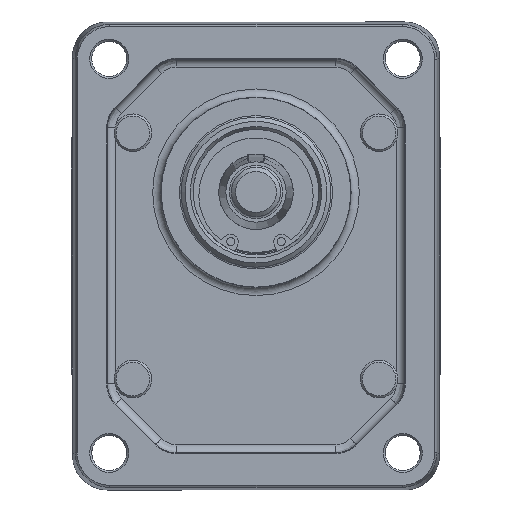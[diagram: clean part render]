
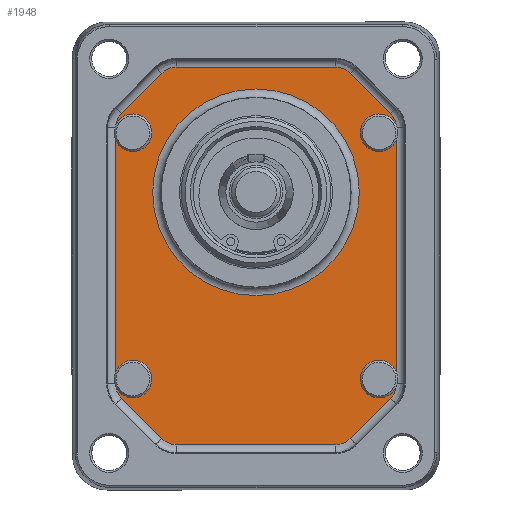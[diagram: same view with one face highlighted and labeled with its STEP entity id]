
A CAD part, top view. The second image highlights one B-rep face of the part: STEP entity #1948.
In plain terms, the highlighted planar face has unit normal (0, 0, 1).
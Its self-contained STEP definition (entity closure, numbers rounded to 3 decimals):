
#84=CARTESIAN_POINT('',(34.157,-47.437,-3.));
#85=VERTEX_POINT('',#84);
#86=CARTESIAN_POINT('',(34.215,-43.724,-3.));
#87=VERTEX_POINT('',#86);
#88=CARTESIAN_POINT('',(30.,-45.515,-3.));
#89=DIRECTION('',(0.0,0.0,-1.0));
#90=DIRECTION('',(0.0,-1.0,0.0));
#91=AXIS2_PLACEMENT_3D('',#88,#89,#90);
#92=CIRCLE('',#91,4.58);
#93=EDGE_CURVE('',#85,#87,#92,.T.);
#630=CARTESIAN_POINT('',(32.753,-50.208,-3.));
#631=VERTEX_POINT('',#630);
#632=CARTESIAN_POINT('',(29.208,-46.671,-3.));
#633=DIRECTION('',(0.,0.,-1.0));
#634=DIRECTION('',(0.924,-0.383,0.));
#635=AXIS2_PLACEMENT_3D('',#632,#633,#634);
#636=ELLIPSE('',#635,5.008,5.);
#637=EDGE_CURVE('',#85,#631,#636,.T.);
#683=CARTESIAN_POINT('',(-34.215,-43.724,-3.));
#684=VERTEX_POINT('',#683);
#685=CARTESIAN_POINT('',(-34.157,-47.437,-3.));
#686=VERTEX_POINT('',#685);
#687=CARTESIAN_POINT('',(-30.,-45.515,-3.));
#688=DIRECTION('',(0.0,0.0,-1.0));
#689=DIRECTION('',(0.0,-1.0,0.0));
#690=AXIS2_PLACEMENT_3D('',#687,#688,#689);
#691=CIRCLE('',#690,4.58);
#692=EDGE_CURVE('',#684,#686,#691,.T.);
#1213=CARTESIAN_POINT('',(-34.215,12.694,-3.));
#1214=VERTEX_POINT('',#1213);
#1215=CARTESIAN_POINT('',(-34.215,-43.724,-3.));
#1216=DIRECTION('',(0.0,1.0,0.0));
#1217=VECTOR('',#1216,56.418);
#1218=LINE('',#1215,#1217);
#1219=EDGE_CURVE('',#684,#1214,#1218,.T.);
#1279=CARTESIAN_POINT('',(34.157,16.407,-3.));
#1280=VERTEX_POINT('',#1279);
#1290=CARTESIAN_POINT('',(34.215,12.694,-3.));
#1291=VERTEX_POINT('',#1290);
#1292=CARTESIAN_POINT('',(30.,14.485,-3.));
#1293=DIRECTION('',(0.0,0.0,-1.0));
#1294=DIRECTION('',(0.0,-1.0,0.0));
#1295=AXIS2_PLACEMENT_3D('',#1292,#1293,#1294);
#1296=CIRCLE('',#1295,4.58);
#1297=EDGE_CURVE('',#1291,#1280,#1296,.T.);
#1803=CARTESIAN_POINT('',(-21.441,-64.015,-3.));
#1804=DIRECTION('',(0.0,0.0,1.0));
#1805=DIRECTION('',(1.0,0.0,0.0));
#1806=AXIS2_PLACEMENT_3D('',#1803,#1804,#1805);
#1807=PLANE('',#1806);
#1808=ORIENTED_EDGE('',*,*,#93,.T.);
#1809=CARTESIAN_POINT('',(34.215,12.694,-3.));
#1810=DIRECTION('',(0.0,-1.0,0.0));
#1811=VECTOR('',#1810,56.418);
#1812=LINE('',#1809,#1811);
#1813=EDGE_CURVE('',#1291,#87,#1812,.T.);
#1814=ORIENTED_EDGE('',*,*,#1813,.F.);
#1815=ORIENTED_EDGE('',*,*,#1297,.T.);
#1816=CARTESIAN_POINT('',(32.753,19.178,-3.));
#1817=VERTEX_POINT('',#1816);
#1818=CARTESIAN_POINT('',(29.208,15.641,-3.));
#1819=DIRECTION('',(0.,0.,-1.0));
#1820=DIRECTION('',(0.924,0.383,0.));
#1821=AXIS2_PLACEMENT_3D('',#1818,#1819,#1820);
#1822=ELLIPSE('',#1821,5.008,5.);
#1823=EDGE_CURVE('',#1817,#1280,#1822,.T.);
#1824=ORIENTED_EDGE('',*,*,#1823,.F.);
#1825=CARTESIAN_POINT('',(22.943,28.988,-3.));
#1826=VERTEX_POINT('',#1825);
#1827=CARTESIAN_POINT('',(22.943,28.988,-3.));
#1828=DIRECTION('',(0.707,-0.707,0.));
#1829=VECTOR('',#1828,13.873);
#1830=LINE('',#1827,#1829);
#1831=EDGE_CURVE('',#1826,#1817,#1830,.T.);
#1832=ORIENTED_EDGE('',*,*,#1831,.F.);
#1833=CARTESIAN_POINT('',(19.412,30.45,-3.));
#1834=VERTEX_POINT('',#1833);
#1835=CARTESIAN_POINT('',(19.406,25.443,-3.));
#1836=DIRECTION('',(0.,0.,-1.0));
#1837=DIRECTION('',(0.383,0.924,0.));
#1838=AXIS2_PLACEMENT_3D('',#1835,#1836,#1837);
#1839=ELLIPSE('',#1838,5.008,5.);
#1840=EDGE_CURVE('',#1834,#1826,#1839,.T.);
#1841=ORIENTED_EDGE('',*,*,#1840,.F.);
#1842=CARTESIAN_POINT('',(-19.412,30.45,-3.));
#1843=VERTEX_POINT('',#1842);
#1844=CARTESIAN_POINT('',(-19.412,30.45,-3.));
#1845=DIRECTION('',(1.0,0.0,0.0));
#1846=VECTOR('',#1845,38.824);
#1847=LINE('',#1844,#1846);
#1848=EDGE_CURVE('',#1843,#1834,#1847,.T.);
#1849=ORIENTED_EDGE('',*,*,#1848,.F.);
#1850=CARTESIAN_POINT('',(-22.943,28.988,-3.));
#1851=VERTEX_POINT('',#1850);
#1852=CARTESIAN_POINT('',(-19.406,25.443,-3.));
#1853=DIRECTION('',(0.,0.,-1.0));
#1854=DIRECTION('',(-0.383,0.924,0.));
#1855=AXIS2_PLACEMENT_3D('',#1852,#1853,#1854);
#1856=ELLIPSE('',#1855,5.008,5.);
#1857=EDGE_CURVE('',#1851,#1843,#1856,.T.);
#1858=ORIENTED_EDGE('',*,*,#1857,.F.);
#1859=CARTESIAN_POINT('',(-32.753,19.178,-3.));
#1860=VERTEX_POINT('',#1859);
#1861=CARTESIAN_POINT('',(-32.753,19.178,-3.));
#1862=DIRECTION('',(0.707,0.707,0.));
#1863=VECTOR('',#1862,13.873);
#1864=LINE('',#1861,#1863);
#1865=EDGE_CURVE('',#1860,#1851,#1864,.T.);
#1866=ORIENTED_EDGE('',*,*,#1865,.F.);
#1867=CARTESIAN_POINT('',(-34.157,16.407,-3.));
#1868=VERTEX_POINT('',#1867);
#1869=CARTESIAN_POINT('',(-29.208,15.641,-3.));
#1870=DIRECTION('',(0.,0.,-1.0));
#1871=DIRECTION('',(-0.924,0.383,0.));
#1872=AXIS2_PLACEMENT_3D('',#1869,#1870,#1871);
#1873=ELLIPSE('',#1872,5.008,5.);
#1874=EDGE_CURVE('',#1868,#1860,#1873,.T.);
#1875=ORIENTED_EDGE('',*,*,#1874,.F.);
#1876=CARTESIAN_POINT('',(-30.,14.485,-3.));
#1877=DIRECTION('',(0.0,0.0,-1.0));
#1878=DIRECTION('',(0.0,-1.0,0.0));
#1879=AXIS2_PLACEMENT_3D('',#1876,#1877,#1878);
#1880=CIRCLE('',#1879,4.58);
#1881=EDGE_CURVE('',#1868,#1214,#1880,.T.);
#1882=ORIENTED_EDGE('',*,*,#1881,.T.);
#1883=ORIENTED_EDGE('',*,*,#1219,.F.);
#1884=ORIENTED_EDGE('',*,*,#692,.T.);
#1885=CARTESIAN_POINT('',(-32.753,-50.208,-3.));
#1886=VERTEX_POINT('',#1885);
#1887=CARTESIAN_POINT('',(-29.208,-46.671,-3.));
#1888=DIRECTION('',(0.,0.,-1.0));
#1889=DIRECTION('',(-0.924,-0.383,0.));
#1890=AXIS2_PLACEMENT_3D('',#1887,#1888,#1889);
#1891=ELLIPSE('',#1890,5.008,5.);
#1892=EDGE_CURVE('',#1886,#686,#1891,.T.);
#1893=ORIENTED_EDGE('',*,*,#1892,.F.);
#1894=CARTESIAN_POINT('',(-22.943,-60.018,-3.));
#1895=VERTEX_POINT('',#1894);
#1896=CARTESIAN_POINT('',(-22.943,-60.018,-3.));
#1897=DIRECTION('',(-0.707,0.707,0.));
#1898=VECTOR('',#1897,13.873);
#1899=LINE('',#1896,#1898);
#1900=EDGE_CURVE('',#1895,#1886,#1899,.T.);
#1901=ORIENTED_EDGE('',*,*,#1900,.F.);
#1902=CARTESIAN_POINT('',(-19.412,-61.48,-3.));
#1903=VERTEX_POINT('',#1902);
#1904=CARTESIAN_POINT('',(-19.406,-56.473,-3.));
#1905=DIRECTION('',(0.,0.,-1.0));
#1906=DIRECTION('',(-0.383,-0.924,0.));
#1907=AXIS2_PLACEMENT_3D('',#1904,#1905,#1906);
#1908=ELLIPSE('',#1907,5.008,5.0);
#1909=EDGE_CURVE('',#1903,#1895,#1908,.T.);
#1910=ORIENTED_EDGE('',*,*,#1909,.F.);
#1911=CARTESIAN_POINT('',(19.412,-61.48,-3.));
#1912=VERTEX_POINT('',#1911);
#1913=CARTESIAN_POINT('',(19.412,-61.48,-3.));
#1914=DIRECTION('',(-1.0,0.0,0.0));
#1915=VECTOR('',#1914,38.824);
#1916=LINE('',#1913,#1915);
#1917=EDGE_CURVE('',#1912,#1903,#1916,.T.);
#1918=ORIENTED_EDGE('',*,*,#1917,.F.);
#1919=CARTESIAN_POINT('',(22.943,-60.018,-3.));
#1920=VERTEX_POINT('',#1919);
#1921=CARTESIAN_POINT('',(19.406,-56.473,-3.));
#1922=DIRECTION('',(0.,0.,-1.0));
#1923=DIRECTION('',(0.383,-0.924,0.));
#1924=AXIS2_PLACEMENT_3D('',#1921,#1922,#1923);
#1925=ELLIPSE('',#1924,5.008,5.);
#1926=EDGE_CURVE('',#1920,#1912,#1925,.T.);
#1927=ORIENTED_EDGE('',*,*,#1926,.F.);
#1928=CARTESIAN_POINT('',(32.753,-50.208,-3.));
#1929=DIRECTION('',(-0.707,-0.707,0.));
#1930=VECTOR('',#1929,13.873);
#1931=LINE('',#1928,#1930);
#1932=EDGE_CURVE('',#631,#1920,#1931,.T.);
#1933=ORIENTED_EDGE('',*,*,#1932,.F.);
#1934=ORIENTED_EDGE('',*,*,#637,.F.);
#1935=EDGE_LOOP('',(#1808,#1814,#1815,#1824,#1832,#1841,#1849,#1858,#1866,#1875,#1882,#1883,#1884,#1893,#1901,#1910,#1918,#1927,#1933,#1934));
#1936=FACE_OUTER_BOUND('',#1935,.T.);
#1937=CARTESIAN_POINT('',(-25.16,-0.015,-3.));
#1938=VERTEX_POINT('',#1937);
#1939=CARTESIAN_POINT('',(0.,-0.015,-3.));
#1940=DIRECTION('',(0.0,0.0,1.0));
#1941=DIRECTION('',(1.0,0.0,0.0));
#1942=AXIS2_PLACEMENT_3D('',#1939,#1940,#1941);
#1943=CIRCLE('',#1942,25.16);
#1944=EDGE_CURVE('',#1938,#1938,#1943,.T.);
#1945=ORIENTED_EDGE('',*,*,#1944,.F.);
#1946=EDGE_LOOP('',(#1945));
#1947=FACE_BOUND('',#1946,.T.);
#1948=ADVANCED_FACE('',(#1936,#1947),#1807,.T.);
